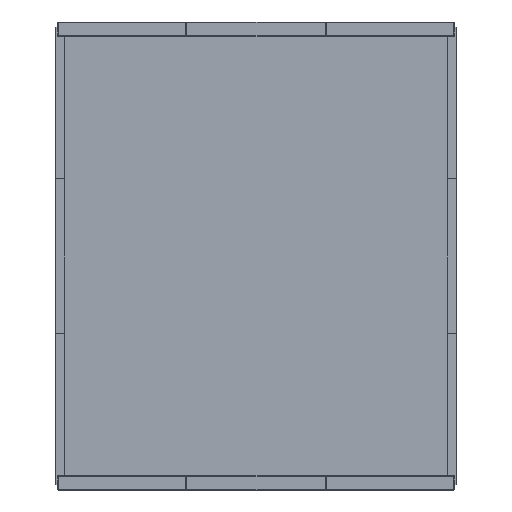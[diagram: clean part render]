
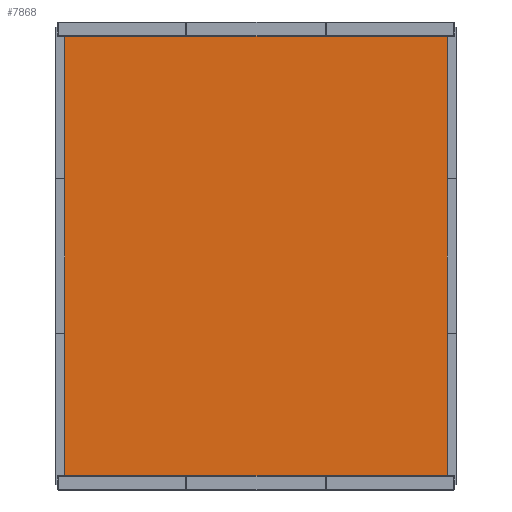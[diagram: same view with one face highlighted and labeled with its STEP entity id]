
A CAD part, left-side view. The second image highlights one B-rep face of the part: STEP entity #7868.
In plain terms, the highlighted planar face has unit normal (-1, 0, 0).
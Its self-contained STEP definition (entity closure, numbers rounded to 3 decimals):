
#334=FACE_OUTER_BOUND('',#808,.T.);
#808=EDGE_LOOP('',(#5217,#5218,#5219,#5220));
#1346=LINE('',#11323,#2376);
#1351=LINE('',#11333,#2381);
#1352=LINE('',#11336,#2382);
#1353=LINE('',#11337,#2383);
#2376=VECTOR('',#9103,10.);
#2381=VECTOR('',#9112,10.);
#2382=VECTOR('',#9115,10.);
#2383=VECTOR('',#9116,10.);
#3403=VERTEX_POINT('',#11316);
#3406=VERTEX_POINT('',#11321);
#3409=VERTEX_POINT('',#11331);
#3410=VERTEX_POINT('',#11335);
#4090=EDGE_CURVE('',#3406,#3403,#1346,.T.);
#4095=EDGE_CURVE('',#3406,#3409,#1351,.T.);
#4096=EDGE_CURVE('',#3410,#3409,#1352,.T.);
#4097=EDGE_CURVE('',#3403,#3410,#1353,.T.);
#5217=ORIENTED_EDGE('',*,*,#4095,.T.);
#5218=ORIENTED_EDGE('',*,*,#4096,.F.);
#5219=ORIENTED_EDGE('',*,*,#4097,.F.);
#5220=ORIENTED_EDGE('',*,*,#4090,.F.);
#7444=PLANE('',#8503);
#7868=ADVANCED_FACE('',(#334),#7444,.T.);
#8503=AXIS2_PLACEMENT_3D('',#11334,#9113,#9114);
#9103=DIRECTION('',(0.,-1.,0.));
#9112=DIRECTION('',(0.,0.,-1.));
#9113=DIRECTION('center_axis',(-1.,0.,0.));
#9114=DIRECTION('ref_axis',(0.,1.,0.));
#9115=DIRECTION('',(0.,1.,0.));
#9116=DIRECTION('',(0.,0.,-1.));
#11316=CARTESIAN_POINT('',(-247.5,-205.,235.));
#11321=CARTESIAN_POINT('',(-247.5,205.,235.));
#11323=CARTESIAN_POINT('',(-247.5,-205.,235.));
#11331=CARTESIAN_POINT('',(-247.5,205.,-235.));
#11333=CARTESIAN_POINT('',(-247.5,205.,-85.));
#11334=CARTESIAN_POINT('Origin',(-247.5,-205.,-85.));
#11335=CARTESIAN_POINT('',(-247.5,-205.,-235.));
#11336=CARTESIAN_POINT('',(-247.5,-205.,-235.));
#11337=CARTESIAN_POINT('',(-247.5,-205.,-85.));
